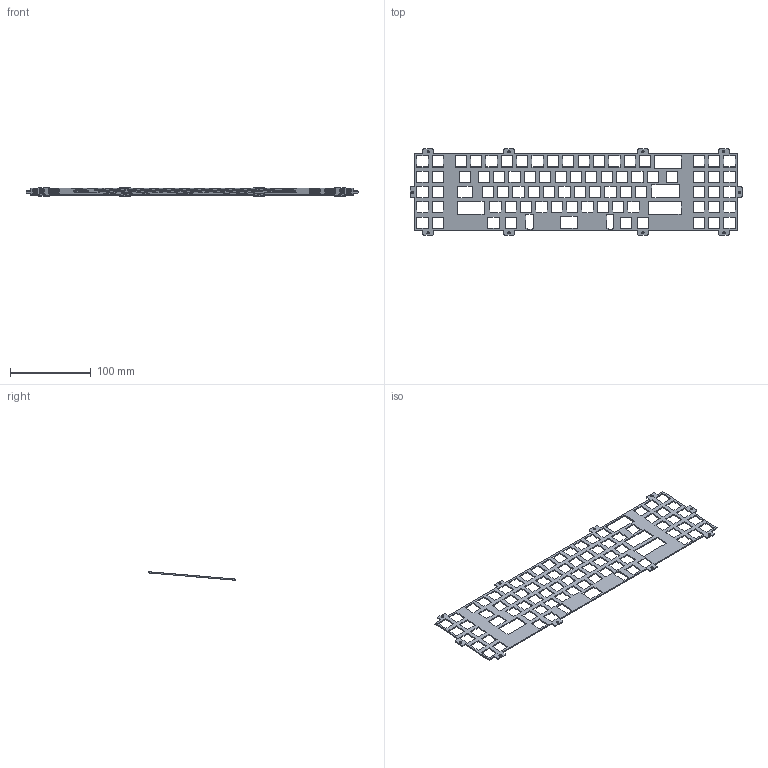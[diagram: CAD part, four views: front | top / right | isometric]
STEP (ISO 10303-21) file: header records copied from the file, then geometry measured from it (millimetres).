
FILE_DESCRIPTION(/* description */ (''),/* implementation_level */ '2;1');
FILE_NAME(/* name */ 'plate.step',/* time_stamp */ '2025-04-10T03:51:41+02:00',/* author */ (''),/* organization */ (''),/* preprocessor_version */ 'ST-DEVELOPER v20.1',/* originating_system */ 'Autodesk Translation Framework v14.4.0.0',/* authorisation */ '');
FILE_SCHEMA (('AUTOMOTIVE_DESIGN { 1 0 10303 214 3 1 1 }'));
Length unit declared in the file: millimetre
Products named in the file (1): Keyboard case
Bounding box: 412.05 x 107 x 10.47 mm (x, y, z)
Volume: 30761.4 mm3; surface area: 50347.9 mm2
Topology: 1 solids, 1 shells, 526 faces, 1572 edges, 1048 vertices
Faces by surface type: plane 406, cylinder 100, bspline 20
Full cylindrical faces by diameter (mm): 2.529 x10, 3.086 x8
Entity records: 24338 total; most frequent: CARTESIAN_POINT 10147, ORIENTED_EDGE 3144, DIRECTION 2466, EDGE_CURVE 1572, LINE 1292, VECTOR 1292, VERTEX_POINT 1048, EDGE_LOOP 716
